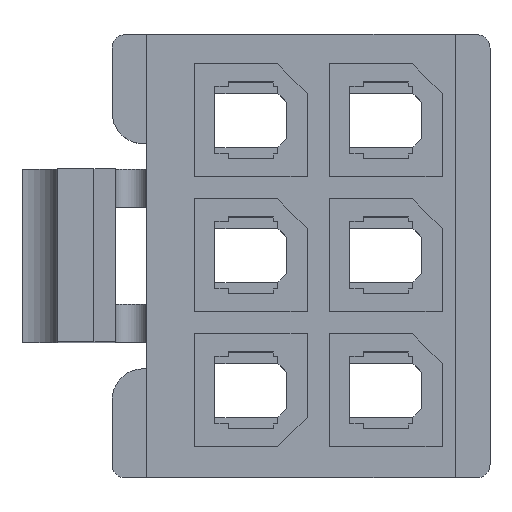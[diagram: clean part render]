
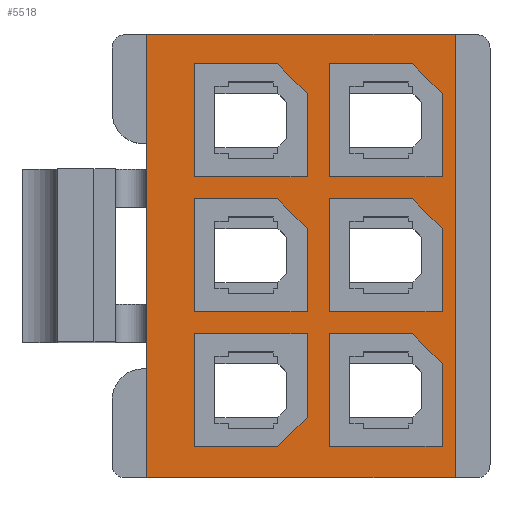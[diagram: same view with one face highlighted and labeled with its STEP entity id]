
A CAD part, top view. The second image highlights one B-rep face of the part: STEP entity #5518.
In plain terms, the highlighted planar face has unit normal (0, 0, 1).
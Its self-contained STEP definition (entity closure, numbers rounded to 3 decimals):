
#712=ORIENTED_EDGE('',*,*,#2147,.T.);
#713=ORIENTED_EDGE('',*,*,#2148,.T.);
#714=ORIENTED_EDGE('',*,*,#2149,.T.);
#715=ORIENTED_EDGE('',*,*,#2150,.T.);
#716=ORIENTED_EDGE('',*,*,#2151,.T.);
#717=ORIENTED_EDGE('',*,*,#2152,.T.);
#718=ORIENTED_EDGE('',*,*,#2153,.T.);
#719=ORIENTED_EDGE('',*,*,#2154,.T.);
#720=ORIENTED_EDGE('',*,*,#2155,.T.);
#721=ORIENTED_EDGE('',*,*,#2156,.T.);
#722=ORIENTED_EDGE('',*,*,#2157,.T.);
#723=ORIENTED_EDGE('',*,*,#2158,.T.);
#724=ORIENTED_EDGE('',*,*,#2159,.T.);
#725=ORIENTED_EDGE('',*,*,#2160,.T.);
#726=ORIENTED_EDGE('',*,*,#2161,.T.);
#727=ORIENTED_EDGE('',*,*,#2162,.T.);
#728=ORIENTED_EDGE('',*,*,#2163,.T.);
#729=ORIENTED_EDGE('',*,*,#2164,.T.);
#730=ORIENTED_EDGE('',*,*,#2165,.T.);
#731=ORIENTED_EDGE('',*,*,#2166,.T.);
#732=ORIENTED_EDGE('',*,*,#2167,.T.);
#733=ORIENTED_EDGE('',*,*,#2168,.T.);
#734=ORIENTED_EDGE('',*,*,#2169,.T.);
#735=ORIENTED_EDGE('',*,*,#2170,.T.);
#736=ORIENTED_EDGE('',*,*,#2171,.T.);
#737=ORIENTED_EDGE('',*,*,#2172,.T.);
#738=ORIENTED_EDGE('',*,*,#2173,.T.);
#739=ORIENTED_EDGE('',*,*,#2174,.T.);
#740=ORIENTED_EDGE('',*,*,#2175,.T.);
#741=ORIENTED_EDGE('',*,*,#2176,.T.);
#742=ORIENTED_EDGE('',*,*,#2177,.T.);
#743=ORIENTED_EDGE('',*,*,#2178,.T.);
#744=ORIENTED_EDGE('',*,*,#2179,.F.);
#745=ORIENTED_EDGE('',*,*,#2139,.F.);
#2139=EDGE_CURVE('',#2820,#2821,#3435,.T.);
#2147=EDGE_CURVE('',#2826,#2827,#3443,.T.);
#2148=EDGE_CURVE('',#2827,#2828,#3444,.T.);
#2149=EDGE_CURVE('',#2828,#2829,#3445,.T.);
#2150=EDGE_CURVE('',#2829,#2830,#3446,.F.);
#2151=EDGE_CURVE('',#2830,#2826,#3447,.T.);
#2152=EDGE_CURVE('',#2831,#2832,#3448,.T.);
#2153=EDGE_CURVE('',#2832,#2833,#3449,.T.);
#2154=EDGE_CURVE('',#2833,#2834,#3450,.T.);
#2155=EDGE_CURVE('',#2834,#2835,#3451,.F.);
#2156=EDGE_CURVE('',#2835,#2831,#3452,.T.);
#2157=EDGE_CURVE('',#2836,#2837,#3453,.T.);
#2158=EDGE_CURVE('',#2837,#2838,#3454,.T.);
#2159=EDGE_CURVE('',#2838,#2839,#3455,.T.);
#2160=EDGE_CURVE('',#2839,#2840,#3456,.F.);
#2161=EDGE_CURVE('',#2840,#2836,#3457,.T.);
#2162=EDGE_CURVE('',#2841,#2842,#3458,.T.);
#2163=EDGE_CURVE('',#2842,#2843,#3459,.T.);
#2164=EDGE_CURVE('',#2843,#2844,#3460,.T.);
#2165=EDGE_CURVE('',#2844,#2845,#3461,.F.);
#2166=EDGE_CURVE('',#2845,#2841,#3462,.T.);
#2167=EDGE_CURVE('',#2846,#2847,#3463,.T.);
#2168=EDGE_CURVE('',#2847,#2848,#3464,.T.);
#2169=EDGE_CURVE('',#2848,#2849,#3465,.T.);
#2170=EDGE_CURVE('',#2849,#2850,#3466,.F.);
#2171=EDGE_CURVE('',#2850,#2846,#3467,.T.);
#2172=EDGE_CURVE('',#2851,#2852,#3468,.T.);
#2173=EDGE_CURVE('',#2852,#2853,#3469,.F.);
#2174=EDGE_CURVE('',#2853,#2854,#3470,.T.);
#2175=EDGE_CURVE('',#2854,#2855,#3471,.T.);
#2176=EDGE_CURVE('',#2855,#2851,#3472,.T.);
#2177=EDGE_CURVE('',#2820,#2856,#3473,.T.);
#2178=EDGE_CURVE('',#2856,#2857,#3474,.T.);
#2179=EDGE_CURVE('',#2821,#2857,#3475,.T.);
#2820=VERTEX_POINT('',#8454);
#2821=VERTEX_POINT('',#8456);
#2826=VERTEX_POINT('',#8470);
#2827=VERTEX_POINT('',#8471);
#2828=VERTEX_POINT('',#8473);
#2829=VERTEX_POINT('',#8475);
#2830=VERTEX_POINT('',#8477);
#2831=VERTEX_POINT('',#8480);
#2832=VERTEX_POINT('',#8481);
#2833=VERTEX_POINT('',#8483);
#2834=VERTEX_POINT('',#8485);
#2835=VERTEX_POINT('',#8487);
#2836=VERTEX_POINT('',#8490);
#2837=VERTEX_POINT('',#8491);
#2838=VERTEX_POINT('',#8493);
#2839=VERTEX_POINT('',#8495);
#2840=VERTEX_POINT('',#8497);
#2841=VERTEX_POINT('',#8500);
#2842=VERTEX_POINT('',#8501);
#2843=VERTEX_POINT('',#8503);
#2844=VERTEX_POINT('',#8505);
#2845=VERTEX_POINT('',#8507);
#2846=VERTEX_POINT('',#8510);
#2847=VERTEX_POINT('',#8511);
#2848=VERTEX_POINT('',#8513);
#2849=VERTEX_POINT('',#8515);
#2850=VERTEX_POINT('',#8517);
#2851=VERTEX_POINT('',#8520);
#2852=VERTEX_POINT('',#8521);
#2853=VERTEX_POINT('',#8523);
#2854=VERTEX_POINT('',#8525);
#2855=VERTEX_POINT('',#8527);
#2856=VERTEX_POINT('',#8530);
#2857=VERTEX_POINT('',#8532);
#3435=LINE('',#8455,#4205);
#3443=LINE('',#8469,#4213);
#3444=LINE('',#8472,#4214);
#3445=LINE('',#8474,#4215);
#3446=LINE('',#8476,#4216);
#3447=LINE('',#8478,#4217);
#3448=LINE('',#8479,#4218);
#3449=LINE('',#8482,#4219);
#3450=LINE('',#8484,#4220);
#3451=LINE('',#8486,#4221);
#3452=LINE('',#8488,#4222);
#3453=LINE('',#8489,#4223);
#3454=LINE('',#8492,#4224);
#3455=LINE('',#8494,#4225);
#3456=LINE('',#8496,#4226);
#3457=LINE('',#8498,#4227);
#3458=LINE('',#8499,#4228);
#3459=LINE('',#8502,#4229);
#3460=LINE('',#8504,#4230);
#3461=LINE('',#8506,#4231);
#3462=LINE('',#8508,#4232);
#3463=LINE('',#8509,#4233);
#3464=LINE('',#8512,#4234);
#3465=LINE('',#8514,#4235);
#3466=LINE('',#8516,#4236);
#3467=LINE('',#8518,#4237);
#3468=LINE('',#8519,#4238);
#3469=LINE('',#8522,#4239);
#3470=LINE('',#8524,#4240);
#3471=LINE('',#8526,#4241);
#3472=LINE('',#8528,#4242);
#3473=LINE('',#8529,#4243);
#3474=LINE('',#8531,#4244);
#3475=LINE('',#8533,#4245);
#4205=VECTOR('',#6759,1000.);
#4213=VECTOR('',#6769,1000.);
#4214=VECTOR('',#6770,1000.);
#4215=VECTOR('',#6771,1000.);
#4216=VECTOR('',#6772,1000.);
#4217=VECTOR('',#6773,1000.);
#4218=VECTOR('',#6774,1000.);
#4219=VECTOR('',#6775,1000.);
#4220=VECTOR('',#6776,1000.);
#4221=VECTOR('',#6777,1000.);
#4222=VECTOR('',#6778,1000.);
#4223=VECTOR('',#6779,1000.);
#4224=VECTOR('',#6780,1000.);
#4225=VECTOR('',#6781,1000.);
#4226=VECTOR('',#6782,1000.);
#4227=VECTOR('',#6783,1000.);
#4228=VECTOR('',#6784,1000.);
#4229=VECTOR('',#6785,1000.);
#4230=VECTOR('',#6786,1000.);
#4231=VECTOR('',#6787,1000.);
#4232=VECTOR('',#6788,1000.);
#4233=VECTOR('',#6789,1000.);
#4234=VECTOR('',#6790,1000.);
#4235=VECTOR('',#6791,1000.);
#4236=VECTOR('',#6792,1000.);
#4237=VECTOR('',#6793,1000.);
#4238=VECTOR('',#6794,1000.);
#4239=VECTOR('',#6795,1000.);
#4240=VECTOR('',#6796,1000.);
#4241=VECTOR('',#6797,1000.);
#4242=VECTOR('',#6798,1000.);
#4243=VECTOR('',#6799,1000.);
#4244=VECTOR('',#6800,1000.);
#4245=VECTOR('',#6801,1000.);
#4596=EDGE_LOOP('',(#712,#713,#714,#715,#716));
#4597=EDGE_LOOP('',(#717,#718,#719,#720,#721));
#4598=EDGE_LOOP('',(#722,#723,#724,#725,#726));
#4599=EDGE_LOOP('',(#727,#728,#729,#730,#731));
#4600=EDGE_LOOP('',(#732,#733,#734,#735,#736));
#4601=EDGE_LOOP('',(#737,#738,#739,#740,#741));
#4602=EDGE_LOOP('',(#742,#743,#744,#745));
#4920=FACE_BOUND('',#4596,.T.);
#4921=FACE_BOUND('',#4597,.T.);
#4922=FACE_BOUND('',#4598,.T.);
#4923=FACE_BOUND('',#4599,.T.);
#4924=FACE_BOUND('',#4600,.T.);
#4925=FACE_BOUND('',#4601,.T.);
#4926=FACE_BOUND('',#4602,.T.);
#5229=PLANE('',#5835);
#5518=ADVANCED_FACE('',(#4920,#4921,#4922,#4923,#4924,#4925,#4926),#5229,
 .T.);
#5835=AXIS2_PLACEMENT_3D('',#8468,#6767,#6768);
#6759=DIRECTION('',(0.,1.,0.));
#6767=DIRECTION('',(0.,0.,1.));
#6768=DIRECTION('',(1.,0.,0.));
#6769=DIRECTION('',(-1.,0.,0.));
#6770=DIRECTION('',(0.,1.,0.));
#6771=DIRECTION('',(1.,0.,0.));
#6772=DIRECTION('',(-0.707,0.707,0.));
#6773=DIRECTION('',(0.,-1.,0.));
#6774=DIRECTION('',(-1.,0.,0.));
#6775=DIRECTION('',(0.,1.,0.));
#6776=DIRECTION('',(1.,0.,0.));
#6777=DIRECTION('',(-0.707,0.707,0.));
#6778=DIRECTION('',(0.,-1.,0.));
#6779=DIRECTION('',(-1.,0.,0.));
#6780=DIRECTION('',(0.,1.,0.));
#6781=DIRECTION('',(1.,0.,0.));
#6782=DIRECTION('',(-0.707,0.707,0.));
#6783=DIRECTION('',(0.,-1.,0.));
#6784=DIRECTION('',(-1.,0.,0.));
#6785=DIRECTION('',(0.,1.,0.));
#6786=DIRECTION('',(1.,0.,0.));
#6787=DIRECTION('',(-0.707,0.707,0.));
#6788=DIRECTION('',(0.,-1.,0.));
#6789=DIRECTION('',(-1.,0.,0.));
#6790=DIRECTION('',(0.,1.,0.));
#6791=DIRECTION('',(1.,0.,0.));
#6792=DIRECTION('',(-0.707,0.707,0.));
#6793=DIRECTION('',(0.,-1.,0.));
#6794=DIRECTION('',(0.,-1.,0.));
#6795=DIRECTION('',(0.707,0.707,0.));
#6796=DIRECTION('',(-1.,0.,0.));
#6797=DIRECTION('',(0.,1.,0.));
#6798=DIRECTION('',(1.,0.,0.));
#6799=DIRECTION('',(1.,0.,0.));
#6800=DIRECTION('',(0.,1.,0.));
#6801=DIRECTION('',(1.,0.,0.));
#8454=CARTESIAN_POINT('',(-3.815,-4.925,3.8));
#8455=CARTESIAN_POINT('',(-3.815,-4.925,3.8));
#8456=CARTESIAN_POINT('',(-3.815,4.925,3.8));
#8468=CARTESIAN_POINT('',(-3.815,-4.925,3.8));
#8469=CARTESIAN_POINT('',(2.75,1.75,3.8));
#8470=CARTESIAN_POINT('',(2.75,1.75,3.8));
#8471=CARTESIAN_POINT('',(0.25,1.75,3.8));
#8472=CARTESIAN_POINT('',(0.25,1.75,3.8));
#8473=CARTESIAN_POINT('',(0.25,4.25,3.8));
#8474=CARTESIAN_POINT('',(0.25,4.25,3.8));
#8475=CARTESIAN_POINT('',(2.1,4.25,3.8));
#8476=CARTESIAN_POINT('',(2.1,4.25,3.8));
#8477=CARTESIAN_POINT('',(2.75,3.6,3.8));
#8478=CARTESIAN_POINT('',(2.75,4.25,3.8));
#8479=CARTESIAN_POINT('',(-0.25,1.75,3.8));
#8480=CARTESIAN_POINT('',(-0.25,1.75,3.8));
#8481=CARTESIAN_POINT('',(-2.75,1.75,3.8));
#8482=CARTESIAN_POINT('',(-2.75,1.75,3.8));
#8483=CARTESIAN_POINT('',(-2.75,4.25,3.8));
#8484=CARTESIAN_POINT('',(-2.75,4.25,3.8));
#8485=CARTESIAN_POINT('',(-0.9,4.25,3.8));
#8486=CARTESIAN_POINT('',(-0.9,4.25,3.8));
#8487=CARTESIAN_POINT('',(-0.25,3.6,3.8));
#8488=CARTESIAN_POINT('',(-0.25,4.25,3.8));
#8489=CARTESIAN_POINT('',(2.75,-1.25,3.8));
#8490=CARTESIAN_POINT('',(2.75,-1.25,3.8));
#8491=CARTESIAN_POINT('',(0.25,-1.25,3.8));
#8492=CARTESIAN_POINT('',(0.25,-1.25,3.8));
#8493=CARTESIAN_POINT('',(0.25,1.25,3.8));
#8494=CARTESIAN_POINT('',(0.25,1.25,3.8));
#8495=CARTESIAN_POINT('',(2.1,1.25,3.8));
#8496=CARTESIAN_POINT('',(2.1,1.25,3.8));
#8497=CARTESIAN_POINT('',(2.75,0.6,3.8));
#8498=CARTESIAN_POINT('',(2.75,1.25,3.8));
#8499=CARTESIAN_POINT('',(-0.25,-1.25,3.8));
#8500=CARTESIAN_POINT('',(-0.25,-1.25,3.8));
#8501=CARTESIAN_POINT('',(-2.75,-1.25,3.8));
#8502=CARTESIAN_POINT('',(-2.75,-1.25,3.8));
#8503=CARTESIAN_POINT('',(-2.75,1.25,3.8));
#8504=CARTESIAN_POINT('',(-2.75,1.25,3.8));
#8505=CARTESIAN_POINT('',(-0.9,1.25,3.8));
#8506=CARTESIAN_POINT('',(-0.9,1.25,3.8));
#8507=CARTESIAN_POINT('',(-0.25,0.6,3.8));
#8508=CARTESIAN_POINT('',(-0.25,1.25,3.8));
#8509=CARTESIAN_POINT('',(2.75,-4.25,3.8));
#8510=CARTESIAN_POINT('',(2.75,-4.25,3.8));
#8511=CARTESIAN_POINT('',(0.25,-4.25,3.8));
#8512=CARTESIAN_POINT('',(0.25,-4.25,3.8));
#8513=CARTESIAN_POINT('',(0.25,-1.75,3.8));
#8514=CARTESIAN_POINT('',(0.25,-1.75,3.8));
#8515=CARTESIAN_POINT('',(2.1,-1.75,3.8));
#8516=CARTESIAN_POINT('',(2.1,-1.75,3.8));
#8517=CARTESIAN_POINT('',(2.75,-2.4,3.8));
#8518=CARTESIAN_POINT('',(2.75,-1.75,3.8));
#8519=CARTESIAN_POINT('',(-0.25,-1.75,3.8));
#8520=CARTESIAN_POINT('',(-0.25,-1.75,3.8));
#8521=CARTESIAN_POINT('',(-0.25,-3.6,3.8));
#8522=CARTESIAN_POINT('',(-0.25,-3.6,3.8));
#8523=CARTESIAN_POINT('',(-0.9,-4.25,3.8));
#8524=CARTESIAN_POINT('',(-0.25,-4.25,3.8));
#8525=CARTESIAN_POINT('',(-2.75,-4.25,3.8));
#8526=CARTESIAN_POINT('',(-2.75,-4.25,3.8));
#8527=CARTESIAN_POINT('',(-2.75,-1.75,3.8));
#8528=CARTESIAN_POINT('',(-2.75,-1.75,3.8));
#8529=CARTESIAN_POINT('',(-3.815,-4.925,3.8));
#8530=CARTESIAN_POINT('',(3.04,-4.925,3.8));
#8531=CARTESIAN_POINT('',(3.04,-4.925,3.8));
#8532=CARTESIAN_POINT('',(3.04,4.925,3.8));
#8533=CARTESIAN_POINT('',(-3.815,4.925,3.8));
